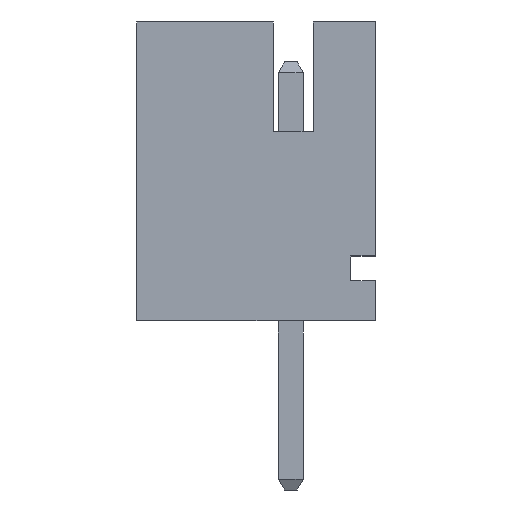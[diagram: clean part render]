
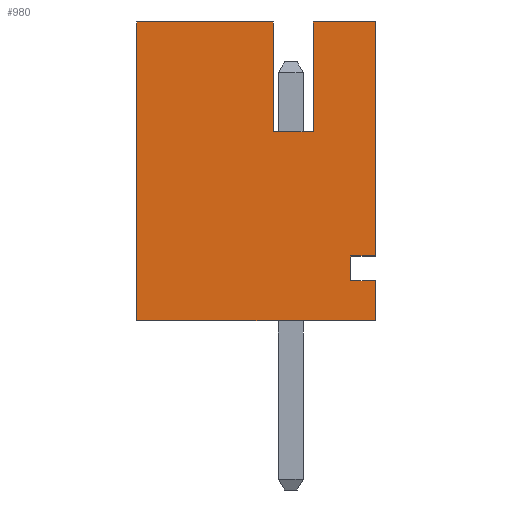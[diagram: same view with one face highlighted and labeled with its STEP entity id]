
A CAD part, left-side view. The second image highlights one B-rep face of the part: STEP entity #980.
In plain terms, the highlighted planar face has unit normal (-1, 0, 0).
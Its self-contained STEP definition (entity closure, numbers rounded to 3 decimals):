
#980=ADVANCED_FACE('',(#1881),#1883,.T.);
#1881=FACE_BOUND('',#1882,.T.);
#1882=EDGE_LOOP('',(#2620,#2621,#2622,#2623,#2624,#2625,#2626,#2627,#2628,#2629,
#2630,#2631));
#1883=PLANE('',#1884);
#1884=AXIS2_PLACEMENT_3D('',#1885,#1886,#1887);
#1885=CARTESIAN_POINT('',(-24.,3.1,0.));
#1886=DIRECTION('',(-1.,0.,0.));
#1887=DIRECTION('',(0.,-1.,0.));
#2620=ORIENTED_EDGE('',*,*,#3099,.T.);
#2621=ORIENTED_EDGE('',*,*,#3100,.T.);
#2622=ORIENTED_EDGE('',*,*,#3101,.F.);
#2623=ORIENTED_EDGE('',*,*,#3048,.F.);
#2624=ORIENTED_EDGE('',*,*,#3091,.T.);
#2625=ORIENTED_EDGE('',*,*,#3098,.T.);
#2626=ORIENTED_EDGE('',*,*,#3102,.T.);
#2627=ORIENTED_EDGE('',*,*,#3103,.T.);
#2628=ORIENTED_EDGE('',*,*,#3104,.T.);
#2629=ORIENTED_EDGE('',*,*,#3105,.T.);
#2630=ORIENTED_EDGE('',*,*,#3106,.F.);
#2631=ORIENTED_EDGE('',*,*,#3107,.T.);
#3048=EDGE_CURVE('',#3480,#3482,#3483,.T.);
#3091=EDGE_CURVE('',#3480,#3532,#3534,.T.);
#3098=EDGE_CURVE('',#3532,#3545,#3547,.T.);
#3099=EDGE_CURVE('',#3548,#3549,#3550,.F.);
#3100=EDGE_CURVE('',#3549,#3551,#3552,.F.);
#3101=EDGE_CURVE('',#3482,#3551,#3553,.T.);
#3102=EDGE_CURVE('',#3545,#3554,#3555,.F.);
#3103=EDGE_CURVE('',#3554,#3556,#3557,.T.);
#3104=EDGE_CURVE('',#3556,#3558,#3559,.F.);
#3105=EDGE_CURVE('',#3558,#3560,#3561,.T.);
#3106=EDGE_CURVE('',#3562,#3560,#3563,.T.);
#3107=EDGE_CURVE('',#3562,#3548,#3564,.F.);
#3480=VERTEX_POINT('',#4277);
#3482=VERTEX_POINT('',#4281);
#3483=LINE('',#4282,#4283);
#3532=VERTEX_POINT('',#4415);
#3534=LINE('',#4419,#4420);
#3545=VERTEX_POINT('',#4442);
#3547=LINE('',#4446,#4447);
#3548=VERTEX_POINT('',#4449);
#3549=VERTEX_POINT('',#4450);
#3550=LINE('',#4451,#4452);
#3551=VERTEX_POINT('',#4454);
#3552=LINE('',#4455,#4456);
#3553=LINE('',#4458,#4459);
#3554=VERTEX_POINT('',#4461);
#3555=LINE('',#4462,#4463);
#3556=VERTEX_POINT('',#4465);
#3557=LINE('',#4466,#4467);
#3558=VERTEX_POINT('',#4469);
#3559=LINE('',#4470,#4471);
#3560=VERTEX_POINT('',#4473);
#3561=LINE('',#4474,#4475);
#3562=VERTEX_POINT('',#4477);
#3563=LINE('',#4478,#4479);
#3564=LINE('',#4481,#4482);
#4277=CARTESIAN_POINT('',(-24.,3.1,0.));
#4281=CARTESIAN_POINT('',(-24.,3.1,6.));
#4282=CARTESIAN_POINT('',(-24.,3.1,0.));
#4283=VECTOR('',#4284,1.);
#4284=DIRECTION('',(0.,0.,1.));
#4415=CARTESIAN_POINT('',(-24.,-1.7,0.));
#4419=CARTESIAN_POINT('',(-24.,3.1,0.));
#4420=VECTOR('',#4421,1.);
#4421=DIRECTION('',(0.,-1.,0.));
#4442=CARTESIAN_POINT('',(-24.,-1.7,0.8));
#4446=CARTESIAN_POINT('',(-24.,-1.7,0.));
#4447=VECTOR('',#4448,1.);
#4448=DIRECTION('',(0.,0.,1.));
#4449=CARTESIAN_POINT('',(-24.,-0.45,3.8));
#4450=CARTESIAN_POINT('',(-24.,0.35,3.8));
#4451=CARTESIAN_POINT('',(-24.,0.35,3.8));
#4452=VECTOR('',#4453,1.);
#4453=DIRECTION('',(0.,-1.,0.));
#4454=CARTESIAN_POINT('',(-24.,0.35,6.));
#4455=CARTESIAN_POINT('',(-24.,0.35,6.));
#4456=VECTOR('',#4457,1.);
#4457=DIRECTION('',(0.,0.,-1.));
#4458=CARTESIAN_POINT('',(-24.,3.1,6.));
#4459=VECTOR('',#4460,1.);
#4460=DIRECTION('',(0.,-1.,0.));
#4461=CARTESIAN_POINT('',(-24.,-1.2,0.8));
#4462=CARTESIAN_POINT('',(-24.,-1.2,0.8));
#4463=VECTOR('',#4464,1.);
#4464=DIRECTION('',(0.,-1.,0.));
#4465=CARTESIAN_POINT('',(-24.,-1.2,1.3));
#4466=CARTESIAN_POINT('',(-24.,-1.2,0.8));
#4467=VECTOR('',#4468,1.);
#4468=DIRECTION('',(0.,0.,1.));
#4469=CARTESIAN_POINT('',(-24.,-1.7,1.3));
#4470=CARTESIAN_POINT('',(-24.,-1.7,1.3));
#4471=VECTOR('',#4472,1.);
#4472=DIRECTION('',(0.,1.,0.));
#4473=CARTESIAN_POINT('',(-24.,-1.7,6.));
#4474=CARTESIAN_POINT('',(-24.,-1.7,1.3));
#4475=VECTOR('',#4476,1.);
#4476=DIRECTION('',(0.,0.,1.));
#4477=CARTESIAN_POINT('',(-24.,-0.45,6.));
#4478=CARTESIAN_POINT('',(-24.,-0.45,6.));
#4479=VECTOR('',#4480,1.);
#4480=DIRECTION('',(0.,-1.,0.));
#4481=CARTESIAN_POINT('',(-24.,-0.45,3.8));
#4482=VECTOR('',#4483,1.);
#4483=DIRECTION('',(0.,0.,1.));
